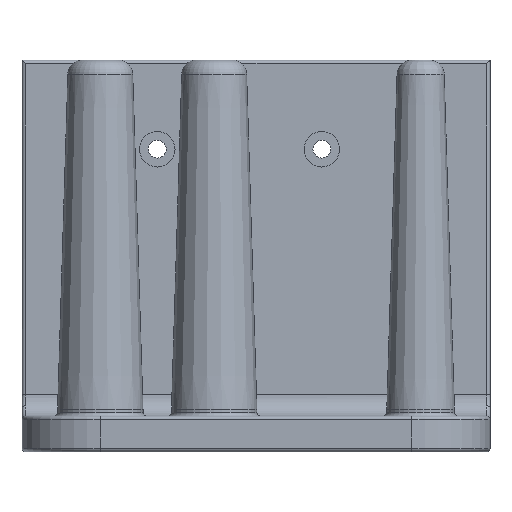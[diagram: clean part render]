
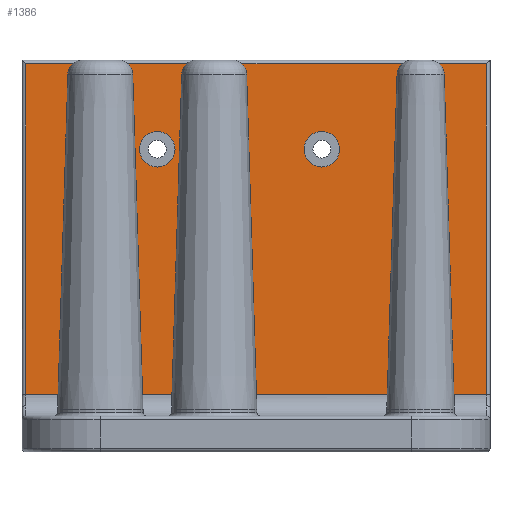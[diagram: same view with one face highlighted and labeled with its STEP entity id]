
A CAD part, front view. The second image highlights one B-rep face of the part: STEP entity #1386.
In plain terms, the highlighted planar face has unit normal (0, -1, 0).
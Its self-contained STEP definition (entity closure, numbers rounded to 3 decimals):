
#310 = CYLINDRICAL_SURFACE('',#311,6.);
#311 = AXIS2_PLACEMENT_3D('',#312,#313,#314);
#312 = CARTESIAN_POINT('',(-65.75,18.,6.));
#313 = DIRECTION('',(1.,0.,0.));
#314 = DIRECTION('',(0.,0.,-1.));
#561 = VERTEX_POINT('',#562);
#562 = CARTESIAN_POINT('',(-64.75,24.,6.));
#606 = EDGE_CURVE('',#561,#607,#609,.T.);
#607 = VERTEX_POINT('',#608);
#608 = CARTESIAN_POINT('',(64.75,24.,6.));
#609 = SURFACE_CURVE('',#610,(#614,#621),.PCURVE_S1.);
#610 = LINE('',#611,#612);
#611 = CARTESIAN_POINT('',(-65.75,24.,6.));
#612 = VECTOR('',#613,1.);
#613 = DIRECTION('',(1.,0.,0.));
#614 = PCURVE('',#310,#615);
#615 = DEFINITIONAL_REPRESENTATION('',(#616),#620);
#616 = LINE('',#617,#618);
#617 = CARTESIAN_POINT('',(1.571,0.));
#618 = VECTOR('',#619,1.);
#619 = DIRECTION('',(0.,1.));
#620 = ( GEOMETRIC_REPRESENTATION_CONTEXT(2) 
PARAMETRIC_REPRESENTATION_CONTEXT() REPRESENTATION_CONTEXT('2D SPACE',''
  ) );
#621 = PCURVE('',#622,#627);
#622 = PLANE('',#623);
#623 = AXIS2_PLACEMENT_3D('',#624,#625,#626);
#624 = CARTESIAN_POINT('',(-65.75,24.,-10.));
#625 = DIRECTION('',(0.,1.,0.));
#626 = DIRECTION('',(1.,0.,0.));
#627 = DEFINITIONAL_REPRESENTATION('',(#628),#632);
#628 = LINE('',#629,#630);
#629 = CARTESIAN_POINT('',(0.,-16.));
#630 = VECTOR('',#631,1.);
#631 = DIRECTION('',(1.,0.));
#632 = ( GEOMETRIC_REPRESENTATION_CONTEXT(2) 
PARAMETRIC_REPRESENTATION_CONTEXT() REPRESENTATION_CONTEXT('2D SPACE',''
  ) );
#1269 = CYLINDRICAL_SURFACE('',#1270,1.);
#1270 = AXIS2_PLACEMENT_3D('',#1271,#1272,#1273);
#1271 = CARTESIAN_POINT('',(-64.75,25.,100.));
#1272 = DIRECTION('',(-0.,-0.,-1.));
#1273 = DIRECTION('',(0.,-1.,0.));
#1367 = CYLINDRICAL_SURFACE('',#1368,1.);
#1368 = AXIS2_PLACEMENT_3D('',#1369,#1370,#1371);
#1369 = CARTESIAN_POINT('',(64.75,25.,6.));
#1370 = DIRECTION('',(0.,0.,1.));
#1371 = DIRECTION('',(0.,-1.,0.));
#1386 = ADVANCED_FACE('',(#1387,#1462,#1497),#622,.F.);
#1387 = FACE_BOUND('',#1388,.F.);
#1388 = EDGE_LOOP('',(#1389,#1390,#1413,#1441));
#1389 = ORIENTED_EDGE('',*,*,#606,.F.);
#1390 = ORIENTED_EDGE('',*,*,#1391,.F.);
#1391 = EDGE_CURVE('',#1392,#561,#1394,.T.);
#1392 = VERTEX_POINT('',#1393);
#1393 = CARTESIAN_POINT('',(-64.75,24.,99.));
#1394 = SURFACE_CURVE('',#1395,(#1399,#1406),.PCURVE_S1.);
#1395 = LINE('',#1396,#1397);
#1396 = CARTESIAN_POINT('',(-64.75,24.,100.));
#1397 = VECTOR('',#1398,1.);
#1398 = DIRECTION('',(-0.,-0.,-1.));
#1399 = PCURVE('',#622,#1400);
#1400 = DEFINITIONAL_REPRESENTATION('',(#1401),#1405);
#1401 = LINE('',#1402,#1403);
#1402 = CARTESIAN_POINT('',(1.,-110.));
#1403 = VECTOR('',#1404,1.);
#1404 = DIRECTION('',(0.,1.));
#1405 = ( GEOMETRIC_REPRESENTATION_CONTEXT(2) 
PARAMETRIC_REPRESENTATION_CONTEXT() REPRESENTATION_CONTEXT('2D SPACE',''
  ) );
#1406 = PCURVE('',#1269,#1407);
#1407 = DEFINITIONAL_REPRESENTATION('',(#1408),#1412);
#1408 = LINE('',#1409,#1410);
#1409 = CARTESIAN_POINT('',(0.,0.));
#1410 = VECTOR('',#1411,1.);
#1411 = DIRECTION('',(0.,1.));
#1412 = ( GEOMETRIC_REPRESENTATION_CONTEXT(2) 
PARAMETRIC_REPRESENTATION_CONTEXT() REPRESENTATION_CONTEXT('2D SPACE',''
  ) );
#1413 = ORIENTED_EDGE('',*,*,#1414,.T.);
#1414 = EDGE_CURVE('',#1392,#1415,#1417,.T.);
#1415 = VERTEX_POINT('',#1416);
#1416 = CARTESIAN_POINT('',(64.75,24.,99.));
#1417 = SURFACE_CURVE('',#1418,(#1422,#1429),.PCURVE_S1.);
#1418 = LINE('',#1419,#1420);
#1419 = CARTESIAN_POINT('',(-65.75,24.,99.));
#1420 = VECTOR('',#1421,1.);
#1421 = DIRECTION('',(1.,0.,0.));
#1422 = PCURVE('',#622,#1423);
#1423 = DEFINITIONAL_REPRESENTATION('',(#1424),#1428);
#1424 = LINE('',#1425,#1426);
#1425 = CARTESIAN_POINT('',(0.,-109.));
#1426 = VECTOR('',#1427,1.);
#1427 = DIRECTION('',(1.,0.));
#1428 = ( GEOMETRIC_REPRESENTATION_CONTEXT(2) 
PARAMETRIC_REPRESENTATION_CONTEXT() REPRESENTATION_CONTEXT('2D SPACE',''
  ) );
#1429 = PCURVE('',#1430,#1435);
#1430 = CYLINDRICAL_SURFACE('',#1431,1.);
#1431 = AXIS2_PLACEMENT_3D('',#1432,#1433,#1434);
#1432 = CARTESIAN_POINT('',(-65.75,25.,99.));
#1433 = DIRECTION('',(1.,0.,0.));
#1434 = DIRECTION('',(0.,-1.,0.));
#1435 = DEFINITIONAL_REPRESENTATION('',(#1436),#1440);
#1436 = LINE('',#1437,#1438);
#1437 = CARTESIAN_POINT('',(-0.,0.));
#1438 = VECTOR('',#1439,1.);
#1439 = DIRECTION('',(-0.,1.));
#1440 = ( GEOMETRIC_REPRESENTATION_CONTEXT(2) 
PARAMETRIC_REPRESENTATION_CONTEXT() REPRESENTATION_CONTEXT('2D SPACE',''
  ) );
#1441 = ORIENTED_EDGE('',*,*,#1442,.F.);
#1442 = EDGE_CURVE('',#607,#1415,#1443,.T.);
#1443 = SURFACE_CURVE('',#1444,(#1448,#1455),.PCURVE_S1.);
#1444 = LINE('',#1445,#1446);
#1445 = CARTESIAN_POINT('',(64.75,24.,6.));
#1446 = VECTOR('',#1447,1.);
#1447 = DIRECTION('',(0.,0.,1.));
#1448 = PCURVE('',#622,#1449);
#1449 = DEFINITIONAL_REPRESENTATION('',(#1450),#1454);
#1450 = LINE('',#1451,#1452);
#1451 = CARTESIAN_POINT('',(130.5,-16.));
#1452 = VECTOR('',#1453,1.);
#1453 = DIRECTION('',(0.,-1.));
#1454 = ( GEOMETRIC_REPRESENTATION_CONTEXT(2) 
PARAMETRIC_REPRESENTATION_CONTEXT() REPRESENTATION_CONTEXT('2D SPACE',''
  ) );
#1455 = PCURVE('',#1367,#1456);
#1456 = DEFINITIONAL_REPRESENTATION('',(#1457),#1461);
#1457 = LINE('',#1458,#1459);
#1458 = CARTESIAN_POINT('',(0.,0.));
#1459 = VECTOR('',#1460,1.);
#1460 = DIRECTION('',(0.,1.));
#1461 = ( GEOMETRIC_REPRESENTATION_CONTEXT(2) 
PARAMETRIC_REPRESENTATION_CONTEXT() REPRESENTATION_CONTEXT('2D SPACE',''
  ) );
#1462 = FACE_BOUND('',#1463,.F.);
#1463 = EDGE_LOOP('',(#1464));
#1464 = ORIENTED_EDGE('',*,*,#1465,.T.);
#1465 = EDGE_CURVE('',#1466,#1466,#1468,.T.);
#1466 = VERTEX_POINT('',#1467);
#1467 = CARTESIAN_POINT('',(-22.75,24.,75.));
#1468 = SURFACE_CURVE('',#1469,(#1474,#1485),.PCURVE_S1.);
#1469 = CIRCLE('',#1470,5.);
#1470 = AXIS2_PLACEMENT_3D('',#1471,#1472,#1473);
#1471 = CARTESIAN_POINT('',(-27.75,24.,75.));
#1472 = DIRECTION('',(0.,-1.,0.));
#1473 = DIRECTION('',(1.,0.,0.));
#1474 = PCURVE('',#622,#1475);
#1475 = DEFINITIONAL_REPRESENTATION('',(#1476),#1484);
#1476 = ( BOUNDED_CURVE() B_SPLINE_CURVE(2,(#1477,#1478,#1479,#1480,
#1481,#1482,#1483),.UNSPECIFIED.,.T.,.F.) B_SPLINE_CURVE_WITH_KNOTS((1,2
    ,2,2,2,1),(-2.094,0.,2.094,4.189,
6.283,8.378),.UNSPECIFIED.) CURVE() 
GEOMETRIC_REPRESENTATION_ITEM() RATIONAL_B_SPLINE_CURVE((1.,0.5,1.,0.5,
1.,0.5,1.)) REPRESENTATION_ITEM('') );
#1477 = CARTESIAN_POINT('',(43.,-85.));
#1478 = CARTESIAN_POINT('',(43.,-93.66));
#1479 = CARTESIAN_POINT('',(35.5,-89.33));
#1480 = CARTESIAN_POINT('',(28.,-85.));
#1481 = CARTESIAN_POINT('',(35.5,-80.67));
#1482 = CARTESIAN_POINT('',(43.,-76.34));
#1483 = CARTESIAN_POINT('',(43.,-85.));
#1484 = ( GEOMETRIC_REPRESENTATION_CONTEXT(2) 
PARAMETRIC_REPRESENTATION_CONTEXT() REPRESENTATION_CONTEXT('2D SPACE',''
  ) );
#1485 = PCURVE('',#1486,#1491);
#1486 = CYLINDRICAL_SURFACE('',#1487,5.);
#1487 = AXIS2_PLACEMENT_3D('',#1488,#1489,#1490);
#1488 = CARTESIAN_POINT('',(-27.75,24.,75.));
#1489 = DIRECTION('',(0.,-1.,0.));
#1490 = DIRECTION('',(1.,0.,0.));
#1491 = DEFINITIONAL_REPRESENTATION('',(#1492),#1496);
#1492 = LINE('',#1493,#1494);
#1493 = CARTESIAN_POINT('',(0.,0.));
#1494 = VECTOR('',#1495,1.);
#1495 = DIRECTION('',(1.,0.));
#1496 = ( GEOMETRIC_REPRESENTATION_CONTEXT(2) 
PARAMETRIC_REPRESENTATION_CONTEXT() REPRESENTATION_CONTEXT('2D SPACE',''
  ) );
#1497 = FACE_BOUND('',#1498,.F.);
#1498 = EDGE_LOOP('',(#1499));
#1499 = ORIENTED_EDGE('',*,*,#1500,.T.);
#1500 = EDGE_CURVE('',#1501,#1501,#1503,.T.);
#1501 = VERTEX_POINT('',#1502);
#1502 = CARTESIAN_POINT('',(23.5,24.,75.));
#1503 = SURFACE_CURVE('',#1504,(#1509,#1520),.PCURVE_S1.);
#1504 = CIRCLE('',#1505,5.);
#1505 = AXIS2_PLACEMENT_3D('',#1506,#1507,#1508);
#1506 = CARTESIAN_POINT('',(18.5,24.,75.));
#1507 = DIRECTION('',(0.,-1.,0.));
#1508 = DIRECTION('',(1.,0.,0.));
#1509 = PCURVE('',#622,#1510);
#1510 = DEFINITIONAL_REPRESENTATION('',(#1511),#1519);
#1511 = ( BOUNDED_CURVE() B_SPLINE_CURVE(2,(#1512,#1513,#1514,#1515,
#1516,#1517,#1518),.UNSPECIFIED.,.T.,.F.) B_SPLINE_CURVE_WITH_KNOTS((1,2
    ,2,2,2,1),(-2.094,0.,2.094,4.189,
6.283,8.378),.UNSPECIFIED.) CURVE() 
GEOMETRIC_REPRESENTATION_ITEM() RATIONAL_B_SPLINE_CURVE((1.,0.5,1.,0.5,
1.,0.5,1.)) REPRESENTATION_ITEM('') );
#1512 = CARTESIAN_POINT('',(89.25,-85.));
#1513 = CARTESIAN_POINT('',(89.25,-93.66));
#1514 = CARTESIAN_POINT('',(81.75,-89.33));
#1515 = CARTESIAN_POINT('',(74.25,-85.));
#1516 = CARTESIAN_POINT('',(81.75,-80.67));
#1517 = CARTESIAN_POINT('',(89.25,-76.34));
#1518 = CARTESIAN_POINT('',(89.25,-85.));
#1519 = ( GEOMETRIC_REPRESENTATION_CONTEXT(2) 
PARAMETRIC_REPRESENTATION_CONTEXT() REPRESENTATION_CONTEXT('2D SPACE',''
  ) );
#1520 = PCURVE('',#1521,#1526);
#1521 = CYLINDRICAL_SURFACE('',#1522,5.);
#1522 = AXIS2_PLACEMENT_3D('',#1523,#1524,#1525);
#1523 = CARTESIAN_POINT('',(18.5,24.,75.));
#1524 = DIRECTION('',(0.,-1.,0.));
#1525 = DIRECTION('',(1.,0.,0.));
#1526 = DEFINITIONAL_REPRESENTATION('',(#1527),#1531);
#1527 = LINE('',#1528,#1529);
#1528 = CARTESIAN_POINT('',(0.,0.));
#1529 = VECTOR('',#1530,1.);
#1530 = DIRECTION('',(1.,0.));
#1531 = ( GEOMETRIC_REPRESENTATION_CONTEXT(2) 
PARAMETRIC_REPRESENTATION_CONTEXT() REPRESENTATION_CONTEXT('2D SPACE',''
  ) );
